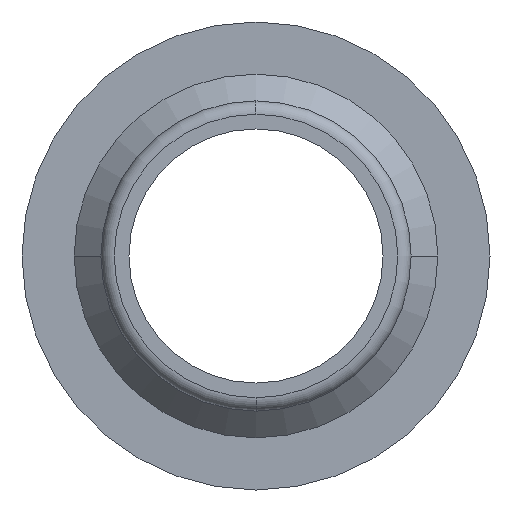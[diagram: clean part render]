
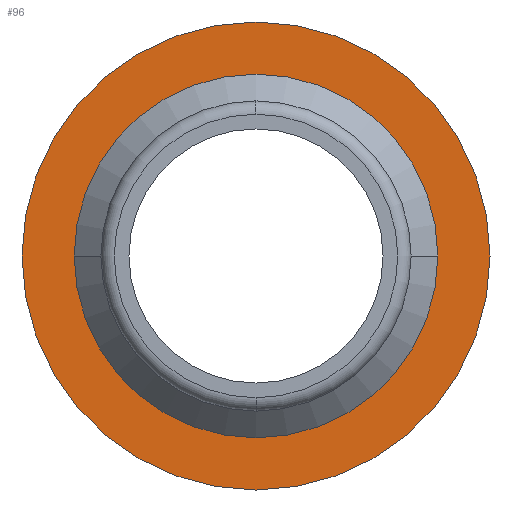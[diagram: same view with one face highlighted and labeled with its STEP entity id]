
A CAD part, front view. The second image highlights one B-rep face of the part: STEP entity #96.
In plain terms, the highlighted planar face has unit normal (0, -1, 0).
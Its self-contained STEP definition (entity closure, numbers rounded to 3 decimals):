
#96=ADVANCED_FACE('',(#200,#201),#202,.T.);
#200=FACE_OUTER_BOUND('',#309,.T.);
#201=FACE_BOUND('',#310,.T.);
#202=PLANE('',#311);
#309=EDGE_LOOP('',(#512,#513));
#310=EDGE_LOOP('',(#514,#515));
#311=AXIS2_PLACEMENT_3D('',#516,#517,#518);
#512=ORIENTED_EDGE('',*,*,#687,.T.);
#513=ORIENTED_EDGE('',*,*,#648,.T.);
#514=ORIENTED_EDGE('',*,*,#614,.F.);
#515=ORIENTED_EDGE('',*,*,#688,.F.);
#516=CARTESIAN_POINT('',(0.0,34.0,0.0));
#517=DIRECTION('',(0.0,-1.0,0.0));
#518=DIRECTION('',(-1.0,0.0,0.0));
#614=EDGE_CURVE('',#715,#711,#717,.T.);
#648=EDGE_CURVE('',#770,#767,#771,.T.);
#687=EDGE_CURVE('',#767,#770,#827,.T.);
#688=EDGE_CURVE('',#711,#715,#828,.T.);
#711=VERTEX_POINT('',#851);
#715=VERTEX_POINT('',#856);
#717=CIRCLE('',#859,13.6);
#767=VERTEX_POINT('',#921);
#770=VERTEX_POINT('',#925);
#771=CIRCLE('',#926,17.5);
#827=CIRCLE('',#991,17.5);
#828=CIRCLE('',#992,13.6);
#851=CARTESIAN_POINT('',(13.6,34.0,0.));
#856=CARTESIAN_POINT('',(-13.6,34.0,0.));
#859=AXIS2_PLACEMENT_3D('',#1018,#1019,#1020);
#921=CARTESIAN_POINT('',(17.5,34.0,0.0));
#925=CARTESIAN_POINT('',(-17.5,34.0,0.));
#926=AXIS2_PLACEMENT_3D('',#1070,#1071,#1072);
#991=AXIS2_PLACEMENT_3D('',#1133,#1134,#1135);
#992=AXIS2_PLACEMENT_3D('',#1136,#1137,#1138);
#1018=CARTESIAN_POINT('',(0.0,34.0,0.0));
#1019=DIRECTION('',(0.0,-1.0,0.0));
#1020=DIRECTION('',(1.0,0.0,0.0));
#1070=CARTESIAN_POINT('',(0.0,34.0,0.0));
#1071=DIRECTION('',(0.0,-1.0,0.0));
#1072=DIRECTION('',(1.0,0.0,0.0));
#1133=CARTESIAN_POINT('',(0.0,34.0,0.0));
#1134=DIRECTION('',(0.0,-1.0,0.0));
#1135=DIRECTION('',(1.0,0.0,0.0));
#1136=CARTESIAN_POINT('',(0.0,34.0,0.0));
#1137=DIRECTION('',(0.0,-1.0,0.0));
#1138=DIRECTION('',(1.0,0.0,0.0));
